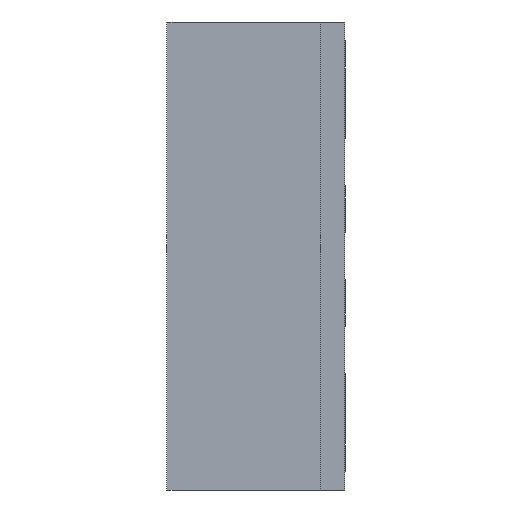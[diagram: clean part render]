
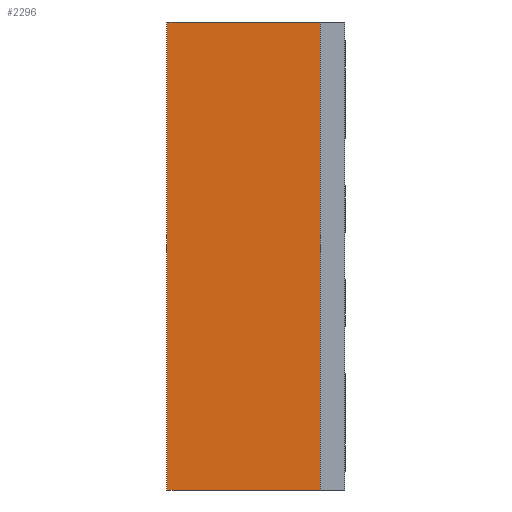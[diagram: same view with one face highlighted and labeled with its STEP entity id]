
A CAD part, left-side view. The second image highlights one B-rep face of the part: STEP entity #2296.
In plain terms, the highlighted planar face has unit normal (-1, 0, 0).
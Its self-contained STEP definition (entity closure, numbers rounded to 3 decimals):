
#124 = CARTESIAN_POINT ( 'NONE',  ( -1.5, 0., -1.25 ) ) ;
#214 = EDGE_CURVE ( 'NONE', #1737, #4085, #2241, .T. ) ;
#294 = CARTESIAN_POINT ( 'NONE',  ( -1.5, 0.82, 1.25 ) ) ;
#376 = VECTOR ( 'NONE', #1855, 1000. ) ;
#491 = LINE ( 'NONE', #2458, #3804 ) ;
#580 = EDGE_CURVE ( 'NONE', #2916, #1310, #1884, .T. ) ;
#701 = CARTESIAN_POINT ( 'NONE',  ( -1.5, 0., 1.25 ) ) ;
#1085 = DIRECTION ( 'NONE',  ( 0., -1., 0. ) ) ;
#1310 = VERTEX_POINT ( 'NONE', #124 ) ;
#1343 = DIRECTION ( 'NONE',  ( 0., 0., 1. ) ) ;
#1486 = CARTESIAN_POINT ( 'NONE',  ( -1.5, 0.82, 1.25 ) ) ;
#1535 = CARTESIAN_POINT ( 'NONE',  ( -1.5, 0.82, -1.25 ) ) ;
#1688 = DIRECTION ( 'NONE',  ( 0., 0., 1. ) ) ;
#1705 = LINE ( 'NONE', #4865, #2381 ) ;
#1737 = VERTEX_POINT ( 'NONE', #1486 ) ;
#1802 = EDGE_CURVE ( 'NONE', #1310, #4085, #1705, .T. ) ;
#1855 = DIRECTION ( 'NONE',  ( 0., -1., 0. ) ) ;
#1884 = LINE ( 'NONE', #3812, #2503 ) ;
#1945 = ORIENTED_EDGE ( 'NONE', *, *, #214, .F. ) ;
#2241 = LINE ( 'NONE', #294, #376 ) ;
#2296 = ADVANCED_FACE ( 'NONE', ( #2939 ), #4530, .F. ) ;
#2381 = VECTOR ( 'NONE', #1343, 1000. ) ;
#2458 = CARTESIAN_POINT ( 'NONE',  ( -1.5, 0.82, -1.25 ) ) ;
#2503 = VECTOR ( 'NONE', #1085, 1000. ) ;
#2534 = ORIENTED_EDGE ( 'NONE', *, *, #4601, .F. ) ;
#2647 = ORIENTED_EDGE ( 'NONE', *, *, #580, .T. ) ;
#2728 = CARTESIAN_POINT ( 'NONE',  ( -1.5, 0.82, -1.25 ) ) ;
#2846 = DIRECTION ( 'NONE',  ( 0., 0., -1. ) ) ;
#2916 = VERTEX_POINT ( 'NONE', #1535 ) ;
#2939 = FACE_OUTER_BOUND ( 'NONE', #3930, .T. ) ;
#3721 = ORIENTED_EDGE ( 'NONE', *, *, #1802, .T. ) ;
#3804 = VECTOR ( 'NONE', #1688, 1000. ) ;
#3812 = CARTESIAN_POINT ( 'NONE',  ( -1.5, 0.82, -1.25 ) ) ;
#3901 = AXIS2_PLACEMENT_3D ( 'NONE', #2728, #4384, #2846 ) ;
#3930 = EDGE_LOOP ( 'NONE', ( #3721, #1945, #2534, #2647 ) ) ;
#4085 = VERTEX_POINT ( 'NONE', #701 ) ;
#4384 = DIRECTION ( 'NONE',  ( 1., 0., 0. ) ) ;
#4530 = PLANE ( 'NONE',  #3901 ) ;
#4601 = EDGE_CURVE ( 'NONE', #2916, #1737, #491, .T. ) ;
#4865 = CARTESIAN_POINT ( 'NONE',  ( -1.5, 0., -1.25 ) ) ;
